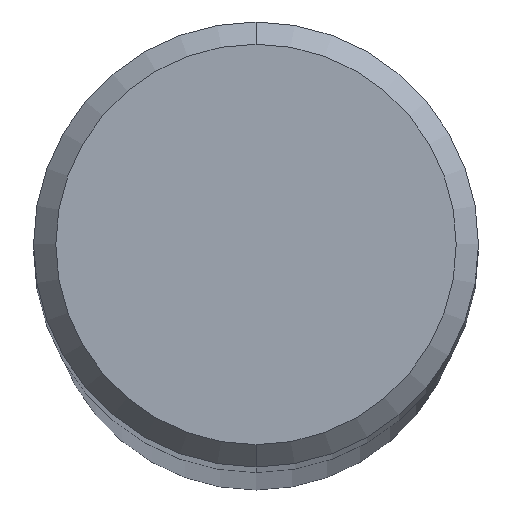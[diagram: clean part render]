
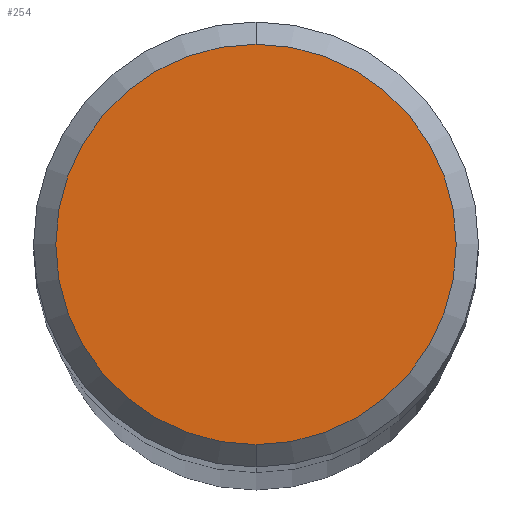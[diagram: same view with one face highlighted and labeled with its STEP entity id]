
A CAD part, top view. The second image highlights one B-rep face of the part: STEP entity #254.
In plain terms, the highlighted planar face has unit normal (0, 0, 1).
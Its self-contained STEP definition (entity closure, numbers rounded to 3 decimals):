
#188=VERTEX_POINT('',#474);
#192=EDGE_CURVE('',#334,#188,#478,.T.);
#254=ADVANCED_FACE('',(#548),#549,.T.);
#284=EDGE_CURVE('',#188,#334,#580,.T.);
#334=VERTEX_POINT('',#633);
#474=CARTESIAN_POINT('',(0.0,3.6,0.0));
#478=CIRCLE('',#794,3.6);
#548=FACE_OUTER_BOUND('',#896,.T.);
#549=PLANE('',#897);
#580=CIRCLE('',#1005,3.6);
#633=CARTESIAN_POINT('',(0.,-3.6,0.0));
#794=AXIS2_PLACEMENT_3D('',#1384,#1385,#1386);
#896=EDGE_LOOP('',(#1456,#1457));
#897=AXIS2_PLACEMENT_3D('',#1458,#1459,#1460);
#1005=AXIS2_PLACEMENT_3D('',#1486,#1487,#1488);
#1384=CARTESIAN_POINT('',(0.0,0.0,0.0));
#1385=DIRECTION('',(0.0,0.0,-1.0));
#1386=DIRECTION('',(0.0,1.0,0.0));
#1456=ORIENTED_EDGE('',*,*,#284,.F.);
#1457=ORIENTED_EDGE('',*,*,#192,.F.);
#1458=CARTESIAN_POINT('',(0.0,1.8,0.0));
#1459=DIRECTION('',(-0.0,0.0,1.0));
#1460=DIRECTION('',(0.0,-1.0,0.0));
#1486=CARTESIAN_POINT('',(0.0,0.0,0.0));
#1487=DIRECTION('',(0.0,0.0,-1.0));
#1488=DIRECTION('',(0.0,1.0,0.0));
